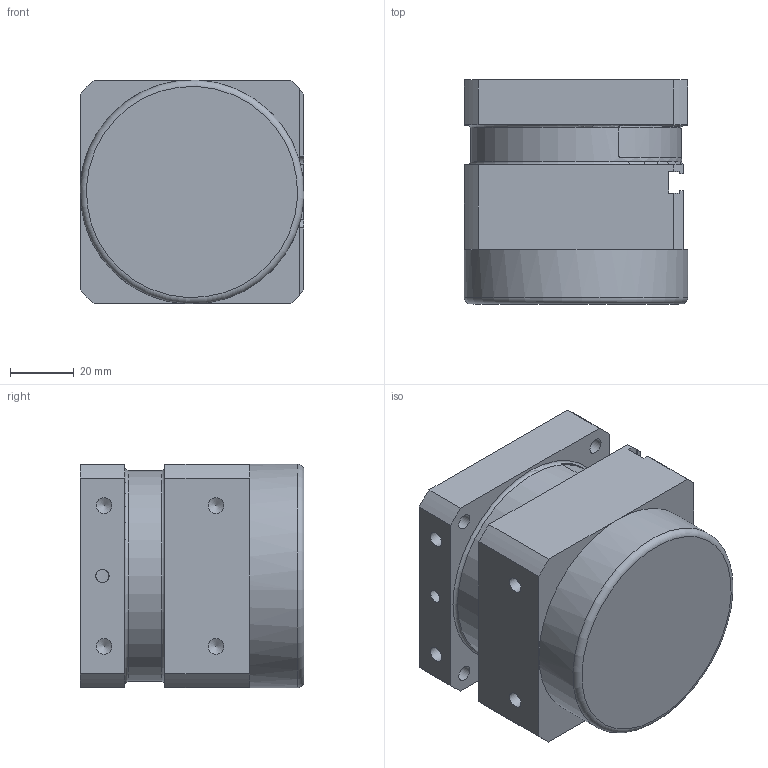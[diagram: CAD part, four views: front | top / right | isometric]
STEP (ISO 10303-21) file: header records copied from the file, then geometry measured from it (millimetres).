
FILE_DESCRIPTION(/* description */ (''),/* implementation_level */ '2;1');
FILE_NAME(/* name */ 'TPGC070078 STEP REVISIE A.stp',/* time_stamp */ '2021-10-15T14:14:51+02:00',/* author */ ('jve'),/* organization */ (''),/* preprocessor_version */ 'ST-DEVELOPER v18.1',/* originating_system */ 'Autodesk Inventor 2021',/* authorisation */ '');
FILE_SCHEMA (('AUTOMOTIVE_DESIGN { 1 0 10303 214 3 1 1 }'));
Length unit declared in the file: millimetre
Products named in the file (1): Part1
Bounding box: 70 x 70 x 70 mm (x, y, z)
Volume: 294410.4 mm3; surface area: 38346.6 mm2
Topology: 1 solids, 4 shells, 107 faces, 262 edges, 171 vertices
Faces by surface type: cylinder 47, plane 44, cone 11, torus 5
Full cylindrical faces by diameter (mm): 2.5 x2, 4.134 x2, 4.917 x8, 5 x1, 8.376 x1, 8.566 x2, 16 x1, 55 x1, 57 x1, 60 x2, 60.376 x1, 62 x1, 62.1 x1, 64.8 x1, 66 x1, 70 x1
Entity records: 3520 total; most frequent: CARTESIAN_POINT 720, DIRECTION 580, ORIENTED_EDGE 514, EDGE_CURVE 257, AXIS2_PLACEMENT_3D 229, VERTEX_POINT 171, EDGE_LOOP 134, LINE 122
